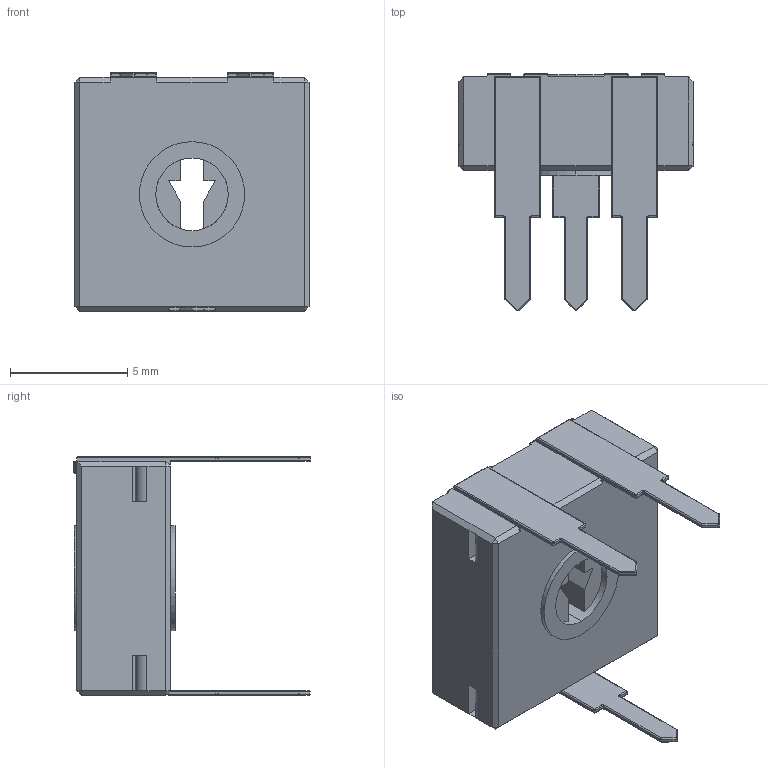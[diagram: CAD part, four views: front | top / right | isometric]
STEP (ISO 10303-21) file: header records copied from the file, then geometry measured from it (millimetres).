
FILE_DESCRIPTION (( 'STEP AP214' ), '1' );
FILE_NAME ('7E9B6E3D-954E-41A5-9594-54AE603E15FE.STEP', '2024-09-24T05:01:42', ( '' ), ( '' ), 'SwSTEP 2.0', 'SolidWorks 2022', '' );
FILE_SCHEMA (( 'AUTOMOTIVE_DESIGN' ));
Length unit declared in the file: millimetre
Products named in the file (1): 7E9B6E3D-954E-41A5-9594-54AE603E15FE
Bounding box: 10 x 10.15 x 10.2 mm (x, y, z)
Volume: 392.1 mm3; surface area: 500.3 mm2
Topology: 1 solids, 1 shells, 317 faces, 773 edges, 436 vertices
Faces by surface type: plane 147, cylinder 124, bspline 46
Entity records: 12448 total; most frequent: CARTESIAN_POINT 2387, ORIENTED_EDGE 1494, DIRECTION 1411, EDGE_CURVE 747, LINE 507, VECTOR 507, AXIS2_PLACEMENT_3D 452, VERTEX_POINT 436
